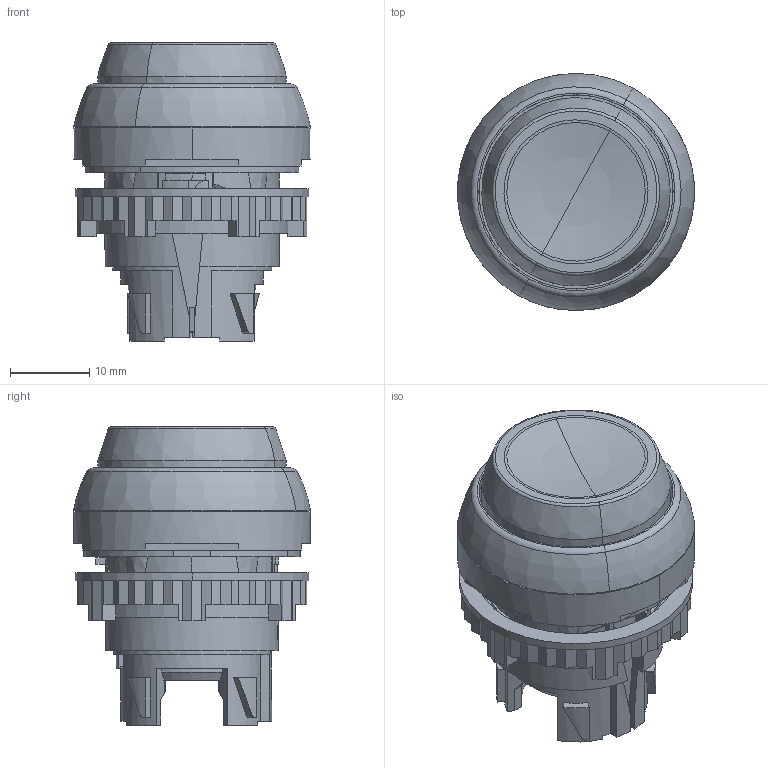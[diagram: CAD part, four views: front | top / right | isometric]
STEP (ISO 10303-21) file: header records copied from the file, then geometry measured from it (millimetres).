
FILE_DESCRIPTION(('CATIA V5 STEP Exchange'),'2;1');
FILE_NAME('L21AK20.stp','2012-09-20T09:20:39+00:00',('none'),('none'),'CATIA Version 5 Release 19 SP 9 (IN-10)','CATIA V5 STEP AP214','none');
FILE_SCHEMA(('AUTOMOTIVE_DESIGN { 1 0 10303 214 1 1 1 1 }'));
Length unit declared in the file: millimetre
Products named in the file (7): L21AK20; 074224001; 056017000; 032160000; 034366010; 051902000essai; 075076000
Assembly tree (6 placements, depth 2):
  L21AK20
    074224001
    056017000
    032160000
    034366010
    051902000essai
    075076000
Bounding box: 29.9 x 29.9 x 37.65 mm (x, y, z)
Volume: 8609 mm3; surface area: 13535.2 mm2
Topology: 6 solids, 6 shells, 1198 faces, 3294 edges, 2103 vertices
Faces by surface type: plane 542, cylinder 482, torus 72, cone 62, bspline 16, extrusion 12, sphere 10, revolution 2
Entity records: 45065 total; most frequent: CARTESIAN_POINT 11772, ORIENTED_EDGE 6568, DIRECTION 4063, EDGE_CURVE 3284, VERTEX_POINT 2103, AXIS2_PLACEMENT_3D 1942, VECTOR 1347, LINE 1335
